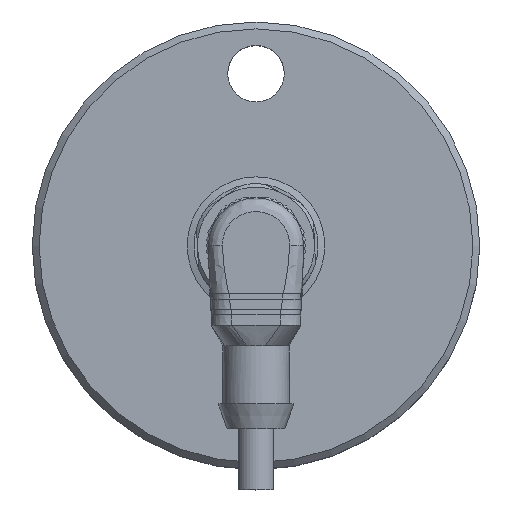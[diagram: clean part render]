
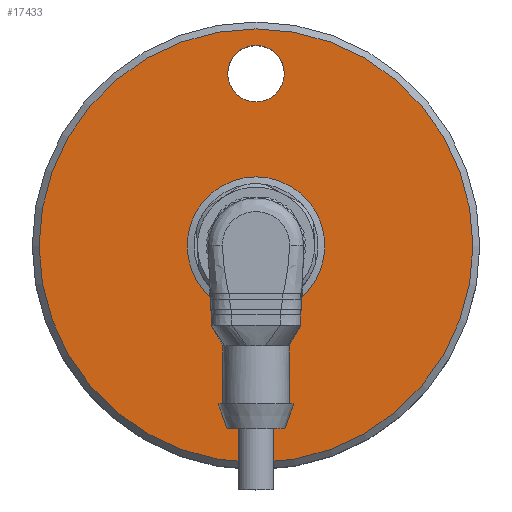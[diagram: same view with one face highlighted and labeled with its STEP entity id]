
A CAD part, top view. The second image highlights one B-rep face of the part: STEP entity #17433.
In plain terms, the highlighted planar face has unit normal (0, 0, 1).
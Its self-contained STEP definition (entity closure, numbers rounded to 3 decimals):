
#419 = DIRECTION ( 'NONE',  ( 1., 0., 0. ) ) ;
#3535 = CARTESIAN_POINT ( 'NONE',  ( 4.1, 25., 25. ) ) ;
#3563 = EDGE_CURVE ( 'NONE', #17045, #17045, #22087, .T. ) ;
#3839 = CIRCLE ( 'NONE', #6679, 31.5 ) ;
#4251 = PLANE ( 'NONE',  #12823 ) ;
#4690 = EDGE_LOOP ( 'NONE', ( #7101 ) ) ;
#5418 = CARTESIAN_POINT ( 'NONE',  ( 0., 0., 25. ) ) ;
#6679 = AXIS2_PLACEMENT_3D ( 'NONE', #8724, #14838, #14706 ) ;
#7101 = ORIENTED_EDGE ( 'NONE', *, *, #3563, .F. ) ;
#7180 = EDGE_CURVE ( 'NONE', #23751, #23751, #7990, .T. ) ;
#7990 = CIRCLE ( 'NONE', #10012, 7. ) ;
#8502 = EDGE_LOOP ( 'NONE', ( #18996 ) ) ;
#8724 = CARTESIAN_POINT ( 'NONE',  ( 0., 0., 25. ) ) ;
#9414 = EDGE_LOOP ( 'NONE', ( #21179 ) ) ;
#10012 = AXIS2_PLACEMENT_3D ( 'NONE', #5418, #13199, #24446 ) ;
#10140 = DIRECTION ( 'NONE',  ( 0., 0., 1. ) ) ;
#10257 = FACE_OUTER_BOUND ( 'NONE', #9414, .T. ) ;
#12031 = CARTESIAN_POINT ( 'NONE',  ( 0., -32.5, 25. ) ) ;
#12148 = DIRECTION ( 'NONE',  ( 0., 0., 1. ) ) ;
#12796 = VERTEX_POINT ( 'NONE', #22610 ) ;
#12823 = AXIS2_PLACEMENT_3D ( 'NONE', #12031, #10140, #419 ) ;
#13188 = EDGE_CURVE ( 'NONE', #12796, #12796, #3839, .T. ) ;
#13199 = DIRECTION ( 'NONE',  ( 0., 0., 1. ) ) ;
#14706 = DIRECTION ( 'NONE',  ( 1., 0., 0. ) ) ;
#14838 = DIRECTION ( 'NONE',  ( 0., 0., 1. ) ) ;
#15977 = FACE_BOUND ( 'NONE', #4690, .T. ) ;
#17045 = VERTEX_POINT ( 'NONE', #3535 ) ;
#17433 = ADVANCED_FACE ( 'NONE', ( #21712, #10257, #15977 ), #4251, .T. ) ;
#17760 = CARTESIAN_POINT ( 'NONE',  ( 0., 25., 25. ) ) ;
#17882 = CARTESIAN_POINT ( 'NONE',  ( 7., 0., 25. ) ) ;
#18996 = ORIENTED_EDGE ( 'NONE', *, *, #7180, .F. ) ;
#21179 = ORIENTED_EDGE ( 'NONE', *, *, #13188, .T. ) ;
#21712 = FACE_BOUND ( 'NONE', #8502, .T. ) ;
#22087 = CIRCLE ( 'NONE', #24134, 4.1 ) ;
#22610 = CARTESIAN_POINT ( 'NONE',  ( 31.5, 0., 25. ) ) ;
#23505 = DIRECTION ( 'NONE',  ( 1., 0., 0. ) ) ;
#23751 = VERTEX_POINT ( 'NONE', #17882 ) ;
#24134 = AXIS2_PLACEMENT_3D ( 'NONE', #17760, #12148, #23505 ) ;
#24446 = DIRECTION ( 'NONE',  ( 1., 0., 0. ) ) ;
